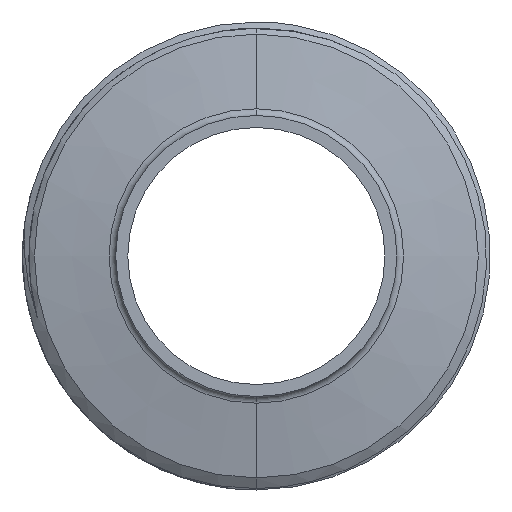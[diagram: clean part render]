
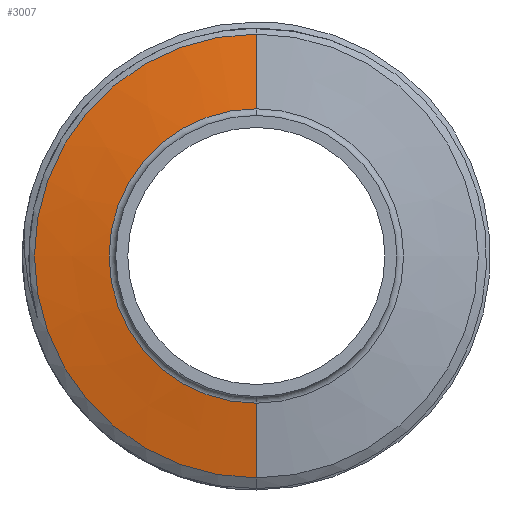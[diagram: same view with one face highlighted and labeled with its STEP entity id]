
A CAD part, left-side view. The second image highlights one B-rep face of the part: STEP entity #3007.
In plain terms, the highlighted conical face has half-angle 80 degrees and reference radius 27.622 mm.
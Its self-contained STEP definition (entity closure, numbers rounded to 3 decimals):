
#156 = CARTESIAN_POINT ( 'NONE',  ( 2.421, -15.368, -18.326 ) ) ;
#255 = EDGE_CURVE ( 'NONE', #852, #2172, #1436, .T. ) ;
#281 = ORIENTED_EDGE ( 'NONE', *, *, #255, .T. ) ;
#346 = DIRECTION ( 'NONE',  ( 1., 0., 0. ) ) ;
#400 = AXIS2_PLACEMENT_3D ( 'NONE', #1700, #346, #2218 ) ;
#429 = CIRCLE ( 'NONE', #946, 18.326 ) ;
#472 = CARTESIAN_POINT ( 'NONE',  ( 4.06, -15.368, -27.622 ) ) ;
#542 = ORIENTED_EDGE ( 'NONE', *, *, #751, .F. ) ;
#740 = LINE ( 'NONE', #472, #2271 ) ;
#751 = EDGE_CURVE ( 'NONE', #852, #1440, #429, .T. ) ;
#786 = CARTESIAN_POINT ( 'NONE',  ( 4.06, -15.368, -27.622 ) ) ;
#852 = VERTEX_POINT ( 'NONE', #3178 ) ;
#855 = CARTESIAN_POINT ( 'NONE',  ( 4.06, -15.368, 0. ) ) ;
#939 = DIRECTION ( 'NONE',  ( 0.174, 0., 0.985 ) ) ;
#946 = AXIS2_PLACEMENT_3D ( 'NONE', #1001, #2889, #2382 ) ;
#988 = AXIS2_PLACEMENT_3D ( 'NONE', #855, #1883, #3240 ) ;
#1001 = CARTESIAN_POINT ( 'NONE',  ( 2.421, -15.368, 0. ) ) ;
#1199 = CONICAL_SURFACE ( 'NONE', #400, 27.622, 1.396 ) ;
#1204 = VECTOR ( 'NONE', #939, 1000. ) ;
#1436 = LINE ( 'NONE', #1976, #1204 ) ;
#1440 = VERTEX_POINT ( 'NONE', #156 ) ;
#1441 = EDGE_CURVE ( 'NONE', #1440, #3466, #740, .T. ) ;
#1555 = DIRECTION ( 'NONE',  ( 0.174, 0., -0.985 ) ) ;
#1700 = CARTESIAN_POINT ( 'NONE',  ( 4.06, -15.368, 0. ) ) ;
#1883 = DIRECTION ( 'NONE',  ( -1., 0., 0. ) ) ;
#1976 = CARTESIAN_POINT ( 'NONE',  ( 4.06, -15.368, 27.622 ) ) ;
#1977 = EDGE_LOOP ( 'NONE', ( #542, #281, #3493, #3358 ) ) ;
#2073 = CIRCLE ( 'NONE', #988, 27.622 ) ;
#2095 = CARTESIAN_POINT ( 'NONE',  ( 4.06, -15.368, 27.622 ) ) ;
#2172 = VERTEX_POINT ( 'NONE', #2095 ) ;
#2218 = DIRECTION ( 'NONE',  ( 0., 0., -1. ) ) ;
#2242 = EDGE_CURVE ( 'NONE', #2172, #3466, #2073, .T. ) ;
#2271 = VECTOR ( 'NONE', #1555, 1000. ) ;
#2382 = DIRECTION ( 'NONE',  ( 0., 0., 1. ) ) ;
#2889 = DIRECTION ( 'NONE',  ( -1., 0., 0. ) ) ;
#3007 = ADVANCED_FACE ( 'NONE', ( #3286 ), #1199, .T. ) ;
#3178 = CARTESIAN_POINT ( 'NONE',  ( 2.421, -15.368, 18.326 ) ) ;
#3240 = DIRECTION ( 'NONE',  ( 0., 0., 1. ) ) ;
#3286 = FACE_OUTER_BOUND ( 'NONE', #1977, .T. ) ;
#3358 = ORIENTED_EDGE ( 'NONE', *, *, #1441, .F. ) ;
#3466 = VERTEX_POINT ( 'NONE', #786 ) ;
#3493 = ORIENTED_EDGE ( 'NONE', *, *, #2242, .T. ) ;
